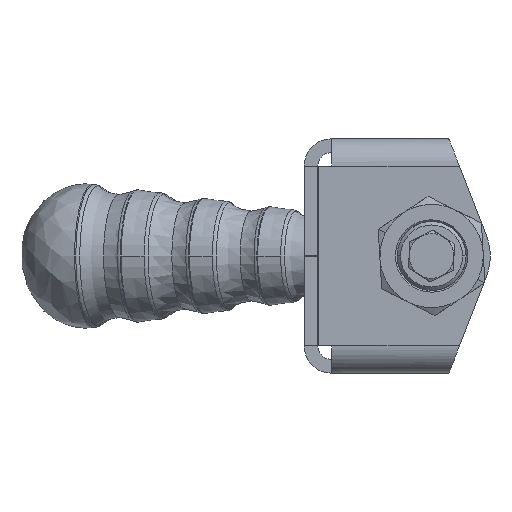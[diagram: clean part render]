
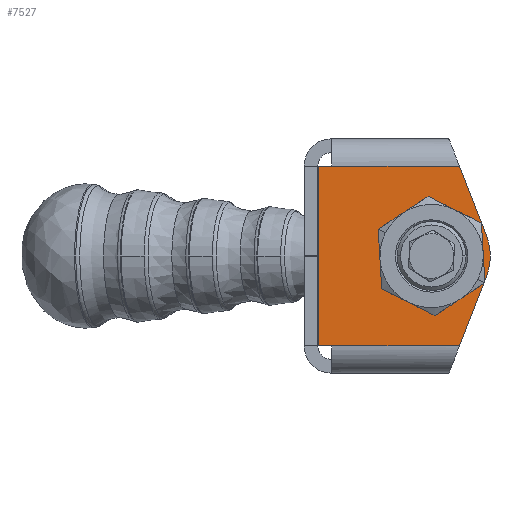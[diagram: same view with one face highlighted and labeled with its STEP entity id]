
A CAD part, left-side view. The second image highlights one B-rep face of the part: STEP entity #7527.
In plain terms, the highlighted planar face has unit normal (-1, 0, 0).
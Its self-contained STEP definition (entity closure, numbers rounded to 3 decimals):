
#4618=CARTESIAN_POINT('',(-25.752,29.302,6.726));
#4619=VERTEX_POINT('',#4618);
#4626=CARTESIAN_POINT('',(-25.752,24.142,12.529));
#4627=VERTEX_POINT('',#4626);
#4641=CARTESIAN_POINT('',(-25.752,15.894,0.));
#4642=DIRECTION('',(1.,0.,0.));
#4643=DIRECTION('',(0.,0.894,0.448));
#4644=AXIS2_PLACEMENT_3D('',#4641,#4642,#4643);
#4645=CIRCLE('',#4644,15.);
#4646=EDGE_CURVE('',#4619,#4627,#4645,.T.);
#4656=CARTESIAN_POINT('',(-25.752,2.487,-6.726));
#4657=VERTEX_POINT('',#4656);
#4666=CARTESIAN_POINT('',(-25.752,0.92,0.879));
#4667=VERTEX_POINT('',#4666);
#4668=CARTESIAN_POINT('',(-25.752,15.894,0.));
#4669=DIRECTION('',(1.,0.,0.));
#4670=DIRECTION('',(0.,0.894,0.448));
#4671=AXIS2_PLACEMENT_3D('',#4668,#4669,#4670);
#4672=CIRCLE('',#4671,15.);
#4673=EDGE_CURVE('',#4667,#4657,#4672,.T.);
#6904=CARTESIAN_POINT('',(-25.752,22.621,-13.407));
#6905=VERTEX_POINT('',#6904);
#6921=CARTESIAN_POINT('',(-25.752,7.646,-12.529));
#6922=VERTEX_POINT('',#6921);
#6923=CARTESIAN_POINT('',(-25.752,15.894,0.));
#6924=DIRECTION('',(1.,0.,0.));
#6925=DIRECTION('',(0.,0.894,0.448));
#6926=AXIS2_PLACEMENT_3D('',#6923,#6924,#6925);
#6927=CIRCLE('',#6926,15.);
#6928=EDGE_CURVE('',#6922,#6905,#6927,.T.);
#6965=CARTESIAN_POINT('',(-25.752,15.894,0.));
#6966=DIRECTION('',(1.,0.,0.));
#6967=DIRECTION('',(0.,0.894,0.448));
#6968=AXIS2_PLACEMENT_3D('',#6965,#6966,#6967);
#6969=CIRCLE('',#6968,15.);
#6970=EDGE_CURVE('',#4657,#6922,#6969,.T.);
#6980=CARTESIAN_POINT('',(-25.752,30.869,-0.879));
#6981=VERTEX_POINT('',#6980);
#6997=CARTESIAN_POINT('',(-25.752,15.894,0.));
#6998=DIRECTION('',(1.,0.,0.));
#6999=DIRECTION('',(0.,0.894,0.448));
#7000=AXIS2_PLACEMENT_3D('',#6997,#6998,#6999);
#7001=CIRCLE('',#7000,15.);
#7002=EDGE_CURVE('',#6905,#6981,#7001,.T.);
#7027=CARTESIAN_POINT('',(-25.752,9.168,13.407));
#7028=VERTEX_POINT('',#7027);
#7055=CARTESIAN_POINT('',(-25.752,15.894,0.));
#7056=DIRECTION('',(1.,0.,0.));
#7057=DIRECTION('',(0.,0.894,0.448));
#7058=AXIS2_PLACEMENT_3D('',#7055,#7056,#7057);
#7059=CIRCLE('',#7058,15.);
#7060=EDGE_CURVE('',#7028,#4667,#7059,.T.);
#7071=CARTESIAN_POINT('',(-25.752,15.894,0.));
#7072=DIRECTION('',(1.,0.,0.));
#7073=DIRECTION('',(0.,0.894,0.448));
#7074=AXIS2_PLACEMENT_3D('',#7071,#7072,#7073);
#7075=CIRCLE('',#7074,15.);
#7076=EDGE_CURVE('',#6981,#4619,#7075,.T.);
#7127=CARTESIAN_POINT('',(-25.752,15.894,0.));
#7128=DIRECTION('',(1.,0.,0.));
#7129=DIRECTION('',(0.,0.894,0.448));
#7130=AXIS2_PLACEMENT_3D('',#7127,#7128,#7129);
#7131=CIRCLE('',#7130,15.);
#7132=EDGE_CURVE('',#4627,#7028,#7131,.T.);
#7445=CARTESIAN_POINT('',(-25.752,29.394,0.));
#7446=DIRECTION('',(-1.0,0.0,0.0));
#7447=DIRECTION('',(0.0,0.0,-1.0));
#7448=AXIS2_PLACEMENT_3D('',#7445,#7446,#7447);
#7449=PLANE('',#7448);
#7450=CARTESIAN_POINT('',(-25.752,48.794,26.));
#7451=VERTEX_POINT('',#7450);
#7452=CARTESIAN_POINT('',(-25.752,48.794,-26.));
#7453=VERTEX_POINT('',#7452);
#7454=CARTESIAN_POINT('',(-25.752,48.794,26.));
#7455=DIRECTION('',(0.0,0.0,-1.0));
#7456=VECTOR('',#7455,52.);
#7457=LINE('',#7454,#7456);
#7458=EDGE_CURVE('',#7451,#7453,#7457,.T.);
#7459=ORIENTED_EDGE('',*,*,#7458,.T.);
#7460=CARTESIAN_POINT('',(-25.752,44.894,-26.));
#7461=VERTEX_POINT('',#7460);
#7462=CARTESIAN_POINT('',(-25.752,48.794,-26.));
#7463=DIRECTION('',(0.0,-1.0,0.0));
#7464=VECTOR('',#7463,3.9);
#7465=LINE('',#7462,#7464);
#7466=EDGE_CURVE('',#7453,#7461,#7465,.T.);
#7467=ORIENTED_EDGE('',*,*,#7466,.T.);
#7468=CARTESIAN_POINT('',(-25.752,7.778,-26.));
#7469=VERTEX_POINT('',#7468);
#7470=CARTESIAN_POINT('',(-25.752,44.894,-26.));
#7471=DIRECTION('',(0.0,-1.0,0.0));
#7472=VECTOR('',#7471,37.116);
#7473=LINE('',#7470,#7472);
#7474=EDGE_CURVE('',#7461,#7469,#7473,.T.);
#7475=ORIENTED_EDGE('',*,*,#7474,.T.);
#7476=CARTESIAN_POINT('',(-25.752,0.054,-6.17));
#7477=VERTEX_POINT('',#7476);
#7478=CARTESIAN_POINT('',(-25.752,0.054,-6.17));
#7479=DIRECTION('',(0.,0.363,-0.932));
#7480=VECTOR('',#7479,21.281);
#7481=LINE('',#7478,#7480);
#7482=EDGE_CURVE('',#7477,#7469,#7481,.T.);
#7483=ORIENTED_EDGE('',*,*,#7482,.F.);
#7484=CARTESIAN_POINT('',(-25.752,0.054,6.17));
#7485=VERTEX_POINT('',#7484);
#7486=CARTESIAN_POINT('',(-25.752,15.894,0.));
#7487=DIRECTION('',(1.0,0.,0.));
#7488=DIRECTION('',(0.,-0.932,-0.363));
#7489=AXIS2_PLACEMENT_3D('',#7486,#7487,#7488);
#7490=CIRCLE('',#7489,17.);
#7491=EDGE_CURVE('',#7485,#7477,#7490,.T.);
#7492=ORIENTED_EDGE('',*,*,#7491,.F.);
#7493=CARTESIAN_POINT('',(-25.752,7.778,26.));
#7494=VERTEX_POINT('',#7493);
#7495=CARTESIAN_POINT('',(-25.752,7.778,26.));
#7496=DIRECTION('',(0.,-0.363,-0.932));
#7497=VECTOR('',#7496,21.281);
#7498=LINE('',#7495,#7497);
#7499=EDGE_CURVE('',#7494,#7485,#7498,.T.);
#7500=ORIENTED_EDGE('',*,*,#7499,.F.);
#7501=CARTESIAN_POINT('',(-25.752,44.894,26.));
#7502=VERTEX_POINT('',#7501);
#7503=CARTESIAN_POINT('',(-25.752,7.778,26.));
#7504=DIRECTION('',(0.0,1.0,0.0));
#7505=VECTOR('',#7504,37.116);
#7506=LINE('',#7503,#7505);
#7507=EDGE_CURVE('',#7494,#7502,#7506,.T.);
#7508=ORIENTED_EDGE('',*,*,#7507,.T.);
#7509=CARTESIAN_POINT('',(-25.752,44.894,26.));
#7510=DIRECTION('',(0.0,1.0,0.0));
#7511=VECTOR('',#7510,3.9);
#7512=LINE('',#7509,#7511);
#7513=EDGE_CURVE('',#7502,#7451,#7512,.T.);
#7514=ORIENTED_EDGE('',*,*,#7513,.T.);
#7515=EDGE_LOOP('',(#7459,#7467,#7475,#7483,#7492,#7500,#7508,#7514));
#7516=FACE_OUTER_BOUND('',#7515,.T.);
#7517=ORIENTED_EDGE('',*,*,#6928,.T.);
#7518=ORIENTED_EDGE('',*,*,#7002,.T.);
#7519=ORIENTED_EDGE('',*,*,#7076,.T.);
#7520=ORIENTED_EDGE('',*,*,#4646,.T.);
#7521=ORIENTED_EDGE('',*,*,#7132,.T.);
#7522=ORIENTED_EDGE('',*,*,#7060,.T.);
#7523=ORIENTED_EDGE('',*,*,#4673,.T.);
#7524=ORIENTED_EDGE('',*,*,#6970,.T.);
#7525=EDGE_LOOP('',(#7517,#7518,#7519,#7520,#7521,#7522,#7523,#7524));
#7526=FACE_BOUND('',#7525,.T.);
#7527=ADVANCED_FACE('',(#7516,#7526),#7449,.T.);
